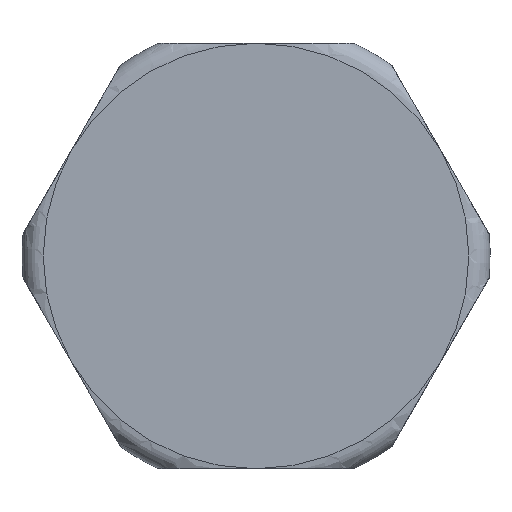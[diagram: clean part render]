
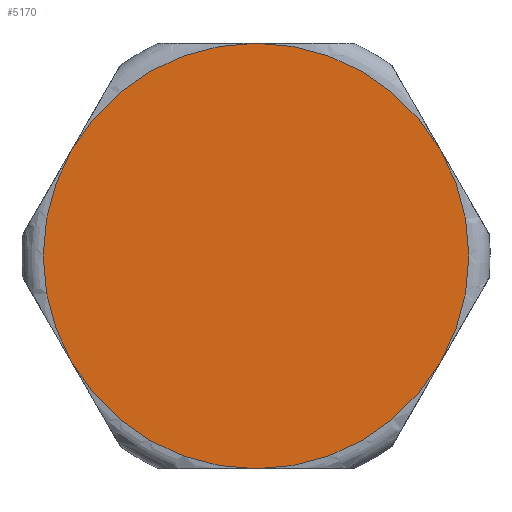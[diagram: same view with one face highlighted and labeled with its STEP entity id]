
A CAD part, left-side view. The second image highlights one B-rep face of the part: STEP entity #5170.
In plain terms, the highlighted planar face has unit normal (-1, 0, 0).
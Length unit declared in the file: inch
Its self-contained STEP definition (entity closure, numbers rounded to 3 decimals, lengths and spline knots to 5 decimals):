
#317=PLANE('',#5592);
#1139=FACE_OUTER_BOUND('',#1424,.T.);
#1424=EDGE_LOOP('',(#3542,#3543,#3544,#3545,#3546,#3547));
#1768=CIRCLE('',#5561,1.5748);
#1770=CIRCLE('',#5564,1.5748);
#1772=CIRCLE('',#5567,1.5748);
#1774=CIRCLE('',#5570,1.5748);
#1776=CIRCLE('',#5573,1.5748);
#1777=CIRCLE('',#5575,1.5748);
#2021=VERTEX_POINT('',#7421);
#2026=VERTEX_POINT('',#7493);
#2031=VERTEX_POINT('',#7565);
#2036=VERTEX_POINT('',#7637);
#2041=VERTEX_POINT('',#7709);
#2046=VERTEX_POINT('',#7781);
#2607=EDGE_CURVE('',#2041,#2046,#1768,.T.);
#2609=EDGE_CURVE('',#2036,#2041,#1770,.T.);
#2611=EDGE_CURVE('',#2031,#2036,#1772,.T.);
#2613=EDGE_CURVE('',#2026,#2031,#1774,.T.);
#2615=EDGE_CURVE('',#2021,#2026,#1776,.T.);
#2616=EDGE_CURVE('',#2046,#2021,#1777,.T.);
#3542=ORIENTED_EDGE('',*,*,#2616,.T.);
#3543=ORIENTED_EDGE('',*,*,#2615,.T.);
#3544=ORIENTED_EDGE('',*,*,#2613,.T.);
#3545=ORIENTED_EDGE('',*,*,#2611,.T.);
#3546=ORIENTED_EDGE('',*,*,#2609,.T.);
#3547=ORIENTED_EDGE('',*,*,#2607,.T.);
#5170=ADVANCED_FACE('',(#1139),#317,.T.);
#5561=AXIS2_PLACEMENT_3D('',#7854,#6210,#6211);
#5564=AXIS2_PLACEMENT_3D('',#7857,#6216,#6217);
#5567=AXIS2_PLACEMENT_3D('',#7860,#6222,#6223);
#5570=AXIS2_PLACEMENT_3D('',#7863,#6228,#6229);
#5573=AXIS2_PLACEMENT_3D('',#7866,#6234,#6235);
#5575=AXIS2_PLACEMENT_3D('',#7868,#6238,#6239);
#5592=AXIS2_PLACEMENT_3D('',#7885,#6272,#6273);
#6210=DIRECTION('center_axis',(-1.,0.,0.));
#6211=DIRECTION('ref_axis',(0.,0.,
1.));
#6216=DIRECTION('center_axis',(-1.,0.,0.));
#6217=DIRECTION('ref_axis',(0.,0.,
1.));
#6222=DIRECTION('center_axis',(-1.,0.,0.));
#6223=DIRECTION('ref_axis',(0.,0.,
1.));
#6228=DIRECTION('center_axis',(-1.,0.,0.));
#6229=DIRECTION('ref_axis',(0.,0.,
1.));
#6234=DIRECTION('center_axis',(-1.,0.,0.));
#6235=DIRECTION('ref_axis',(0.,0.,
1.));
#6238=DIRECTION('center_axis',(-1.,0.,0.));
#6239=DIRECTION('ref_axis',(0.,0.,
1.));
#6272=DIRECTION('center_axis',(-1.,0.,0.));
#6273=DIRECTION('ref_axis',(0.,0.,
1.));
#7421=CARTESIAN_POINT('',(-2.69985,1.36382,-0.7874));
#7493=CARTESIAN_POINT('',(-2.69985,0.,-1.5748));
#7565=CARTESIAN_POINT('',(-2.69985,-1.36382,-0.7874));
#7637=CARTESIAN_POINT('',(-2.69985,-1.36382,0.7874));
#7709=CARTESIAN_POINT('',(-2.69985,0.,1.5748));
#7781=CARTESIAN_POINT('',(-2.69985,1.36382,0.7874));
#7854=CARTESIAN_POINT('Origin',(-2.69985,0.,
0.));
#7857=CARTESIAN_POINT('Origin',(-2.69985,0.,
0.));
#7860=CARTESIAN_POINT('Origin',(-2.69985,0.,
0.));
#7863=CARTESIAN_POINT('Origin',(-2.69985,0.,
0.));
#7866=CARTESIAN_POINT('Origin',(-2.69985,0.,
0.));
#7868=CARTESIAN_POINT('Origin',(-2.69985,0.,
0.));
#7885=CARTESIAN_POINT('Origin',(-2.69985,1.2126,0.));
